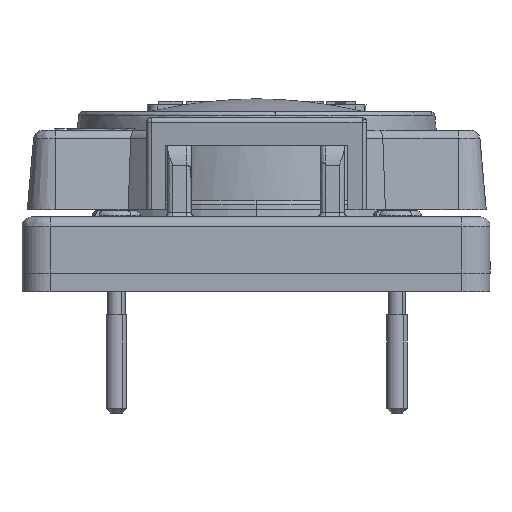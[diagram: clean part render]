
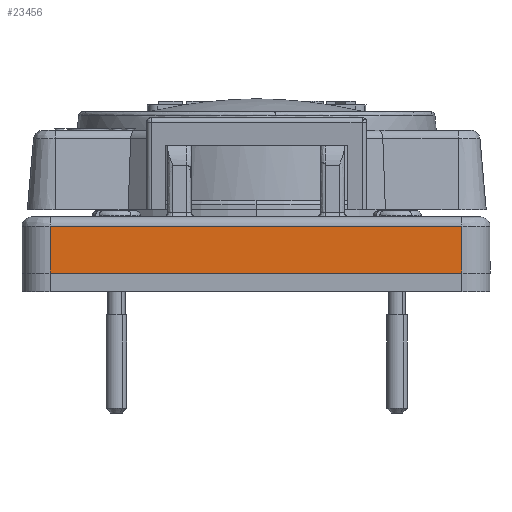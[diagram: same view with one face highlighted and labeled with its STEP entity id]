
A CAD part, front view. The second image highlights one B-rep face of the part: STEP entity #23456.
In plain terms, the highlighted planar face has unit normal (0, -1, 0).
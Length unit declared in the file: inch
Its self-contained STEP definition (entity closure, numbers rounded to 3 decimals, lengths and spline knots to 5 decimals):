
#1022 = FACE_OUTER_BOUND ( 'NONE', #1248, .T. ) ;
#1248 = EDGE_LOOP ( 'NONE', ( #29551, #33653, #3187, #22293 ) ) ;
#2725 = DIRECTION ( 'NONE',  ( 0., -1., 0. ) ) ;
#3187 = ORIENTED_EDGE ( 'NONE', *, *, #4115, .F. ) ;
#3350 = EDGE_CURVE ( 'NONE', #7901, #3697, #20093, .T. ) ;
#3697 = VERTEX_POINT ( 'NONE', #45854 ) ;
#4115 = EDGE_CURVE ( 'NONE', #3697, #34717, #32370, .T. ) ;
#7901 = VERTEX_POINT ( 'NONE', #15374 ) ;
#8231 = CARTESIAN_POINT ( 'NONE',  ( 2.64183, 0.10267, 3.58863 ) ) ;
#11080 = CARTESIAN_POINT ( 'NONE',  ( 2.64183, 0.10267, 3.27563 ) ) ;
#13279 = VECTOR ( 'NONE', #29185, 39.37008 ) ;
#14191 = VECTOR ( 'NONE', #27088, 39.37008 ) ;
#14454 = LINE ( 'NONE', #25025, #13279 ) ;
#15374 = CARTESIAN_POINT ( 'NONE',  ( -0.10917, 0.10267, 3.27563 ) ) ;
#17183 = EDGE_CURVE ( 'NONE', #27757, #34717, #25502, .T. ) ;
#18285 = CARTESIAN_POINT ( 'NONE',  ( -0.10917, 0.10267, 3.27563 ) ) ;
#20093 = LINE ( 'NONE', #18285, #21269 ) ;
#21269 = VECTOR ( 'NONE', #40948, 39.37008 ) ;
#22293 = ORIENTED_EDGE ( 'NONE', *, *, #3350, .F. ) ;
#23456 = ADVANCED_FACE ( 'NONE', ( #1022 ), #33608, .T. ) ;
#25025 = CARTESIAN_POINT ( 'NONE',  ( 2.64183, 0.10267, 3.27563 ) ) ;
#25502 = LINE ( 'NONE', #8231, #14191 ) ;
#27088 = DIRECTION ( 'NONE',  ( 0., 0., 1. ) ) ;
#27757 = VERTEX_POINT ( 'NONE', #11080 ) ;
#28479 = DIRECTION ( 'NONE',  ( 1., 0., 0. ) ) ;
#29185 = DIRECTION ( 'NONE',  ( 1., 0., 0. ) ) ;
#29551 = ORIENTED_EDGE ( 'NONE', *, *, #48691, .T. ) ;
#32370 = LINE ( 'NONE', #43963, #35961 ) ;
#33120 = DIRECTION ( 'NONE',  ( 0., 0., -1. ) ) ;
#33608 = PLANE ( 'NONE',  #37565 ) ;
#33653 = ORIENTED_EDGE ( 'NONE', *, *, #17183, .T. ) ;
#34717 = VERTEX_POINT ( 'NONE', #40781 ) ;
#35961 = VECTOR ( 'NONE', #28479, 39.37008 ) ;
#37565 = AXIS2_PLACEMENT_3D ( 'NONE', #48226, #2725, #33120 ) ;
#40781 = CARTESIAN_POINT ( 'NONE',  ( 2.64183, 0.10267, 3.58863 ) ) ;
#40948 = DIRECTION ( 'NONE',  ( 0., 0., 1. ) ) ;
#43963 = CARTESIAN_POINT ( 'NONE',  ( -0.10917, 0.10267, 3.58863 ) ) ;
#45854 = CARTESIAN_POINT ( 'NONE',  ( -0.10917, 0.10267, 3.58863 ) ) ;
#48226 = CARTESIAN_POINT ( 'NONE',  ( 2.64183, 0.10267, 3.58863 ) ) ;
#48691 = EDGE_CURVE ( 'NONE', #7901, #27757, #14454, .T. ) ;
